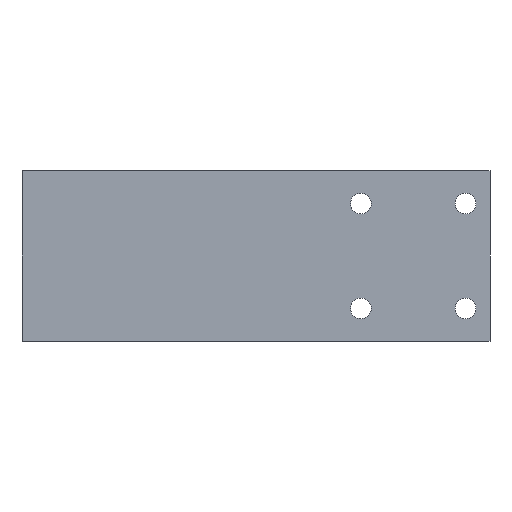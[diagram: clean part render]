
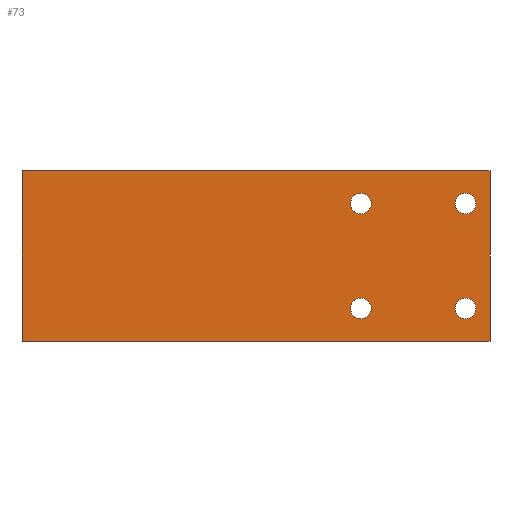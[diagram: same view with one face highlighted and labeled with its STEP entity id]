
A CAD part, front view. The second image highlights one B-rep face of the part: STEP entity #73.
In plain terms, the highlighted planar face has unit normal (0, -1, 0).
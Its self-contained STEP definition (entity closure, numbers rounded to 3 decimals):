
#6 = DIRECTION ( 'NONE',  ( 0., 0., -1. ) ) ;
#16 = AXIS2_PLACEMENT_3D ( 'NONE', #209, #338, #120 ) ;
#18 = CIRCLE ( 'NONE', #341, 4.25 ) ;
#21 = DIRECTION ( 'NONE',  ( 0., -1., 0. ) ) ;
#25 = EDGE_CURVE ( 'NONE', #497, #257, #258, .T. ) ;
#36 = AXIS2_PLACEMENT_3D ( 'NONE', #384, #290, #172 ) ;
#49 = CARTESIAN_POINT ( 'NONE',  ( 96., 0., 35. ) ) ;
#52 = EDGE_LOOP ( 'NONE', ( #437, #244, #186, #289 ) ) ;
#53 = ORIENTED_EDGE ( 'NONE', *, *, #588, .F. ) ;
#64 = VERTEX_POINT ( 'NONE', #82 ) ;
#68 = CARTESIAN_POINT ( 'NONE',  ( 43., 0., 21.5 ) ) ;
#73 = ADVANCED_FACE ( 'NONE', ( #235, #335, #261, #165, #300 ), #293, .F. ) ;
#75 = LINE ( 'NONE', #132, #530 ) ;
#76 = ORIENTED_EDGE ( 'NONE', *, *, #455, .F. ) ;
#82 = CARTESIAN_POINT ( 'NONE',  ( 43., 0., -17.25 ) ) ;
#83 = DIRECTION ( 'NONE',  ( 0., 0., -1. ) ) ;
#90 = CARTESIAN_POINT ( 'NONE',  ( 43., 0., -21.5 ) ) ;
#91 = EDGE_CURVE ( 'NONE', #398, #522, #115, .T. ) ;
#104 = ORIENTED_EDGE ( 'NONE', *, *, #486, .F. ) ;
#106 = DIRECTION ( 'NONE',  ( 0., 0., 1. ) ) ;
#109 = CARTESIAN_POINT ( 'NONE',  ( 96., 0., 35. ) ) ;
#115 = CIRCLE ( 'NONE', #576, 4.25 ) ;
#119 = CARTESIAN_POINT ( 'NONE',  ( 86., 0., -21.5 ) ) ;
#120 = DIRECTION ( 'NONE',  ( 0., 0., 1. ) ) ;
#126 = VERTEX_POINT ( 'NONE', #518 ) ;
#132 = CARTESIAN_POINT ( 'NONE',  ( 96., 0., -35. ) ) ;
#135 = AXIS2_PLACEMENT_3D ( 'NONE', #428, #21, #169 ) ;
#140 = CARTESIAN_POINT ( 'NONE',  ( 96., 0., -35. ) ) ;
#147 = VECTOR ( 'NONE', #167, 1000. ) ;
#149 = ORIENTED_EDGE ( 'NONE', *, *, #91, .F. ) ;
#157 = AXIS2_PLACEMENT_3D ( 'NONE', #68, #557, #292 ) ;
#158 = CARTESIAN_POINT ( 'NONE',  ( 43., 0., -21.5 ) ) ;
#165 = FACE_BOUND ( 'NONE', #378, .T. ) ;
#167 = DIRECTION ( 'NONE',  ( 1., 0., 0. ) ) ;
#169 = DIRECTION ( 'NONE',  ( 0., 0., -1. ) ) ;
#170 = CARTESIAN_POINT ( 'NONE',  ( 96., 0., 35. ) ) ;
#172 = DIRECTION ( 'NONE',  ( 0., 0., -1. ) ) ;
#175 = DIRECTION ( 'NONE',  ( 0., 0., -1. ) ) ;
#180 = CIRCLE ( 'NONE', #157, 4.25 ) ;
#185 = DIRECTION ( 'NONE',  ( 0., -1., 0. ) ) ;
#186 = ORIENTED_EDGE ( 'NONE', *, *, #494, .F. ) ;
#188 = CARTESIAN_POINT ( 'NONE',  ( 43., 0., 21.5 ) ) ;
#191 = VECTOR ( 'NONE', #106, 1000. ) ;
#204 = CIRCLE ( 'NONE', #135, 4.25 ) ;
#205 = ORIENTED_EDGE ( 'NONE', *, *, #298, .F. ) ;
#209 = CARTESIAN_POINT ( 'NONE',  ( 0., 0., 0. ) ) ;
#218 = CARTESIAN_POINT ( 'NONE',  ( 86., 0., -17.25 ) ) ;
#222 = AXIS2_PLACEMENT_3D ( 'NONE', #188, #185, #83 ) ;
#230 = CARTESIAN_POINT ( 'NONE',  ( 43., 0., 17.25 ) ) ;
#233 = VERTEX_POINT ( 'NONE', #538 ) ;
#235 = FACE_BOUND ( 'NONE', #277, .T. ) ;
#244 = ORIENTED_EDGE ( 'NONE', *, *, #517, .F. ) ;
#253 = DIRECTION ( 'NONE',  ( 0., -1., 0. ) ) ;
#256 = CIRCLE ( 'NONE', #36, 4.25 ) ;
#257 = VERTEX_POINT ( 'NONE', #49 ) ;
#258 = LINE ( 'NONE', #170, #147 ) ;
#260 = VERTEX_POINT ( 'NONE', #456 ) ;
#261 = FACE_OUTER_BOUND ( 'NONE', #52, .T. ) ;
#269 = VERTEX_POINT ( 'NONE', #230 ) ;
#270 = CARTESIAN_POINT ( 'NONE',  ( 86., 0., 25.75 ) ) ;
#277 = EDGE_LOOP ( 'NONE', ( #53, #76 ) ) ;
#287 = CIRCLE ( 'NONE', #590, 4.25 ) ;
#289 = ORIENTED_EDGE ( 'NONE', *, *, #25, .F. ) ;
#290 = DIRECTION ( 'NONE',  ( 0., -1., 0. ) ) ;
#292 = DIRECTION ( 'NONE',  ( 0., 0., -1. ) ) ;
#293 = PLANE ( 'NONE',  #16 ) ;
#298 = EDGE_CURVE ( 'NONE', #532, #64, #18, .T. ) ;
#299 = LINE ( 'NONE', #467, #191 ) ;
#300 = FACE_BOUND ( 'NONE', #429, .T. ) ;
#309 = DIRECTION ( 'NONE',  ( 0., -1., 0. ) ) ;
#314 = AXIS2_PLACEMENT_3D ( 'NONE', #158, #465, #6 ) ;
#322 = CIRCLE ( 'NONE', #222, 4.25 ) ;
#323 = VERTEX_POINT ( 'NONE', #270 ) ;
#335 = FACE_BOUND ( 'NONE', #571, .T. ) ;
#338 = DIRECTION ( 'NONE',  ( 0., 1., 0. ) ) ;
#341 = AXIS2_PLACEMENT_3D ( 'NONE', #90, #355, #537 ) ;
#352 = DIRECTION ( 'NONE',  ( -1., 0., 0. ) ) ;
#355 = DIRECTION ( 'NONE',  ( 0., -1., 0. ) ) ;
#358 = CARTESIAN_POINT ( 'NONE',  ( 43., 0., -25.75 ) ) ;
#374 = CARTESIAN_POINT ( 'NONE',  ( 86., 0., -25.75 ) ) ;
#378 = EDGE_LOOP ( 'NONE', ( #149, #549 ) ) ;
#384 = CARTESIAN_POINT ( 'NONE',  ( 86., 0., -21.5 ) ) ;
#393 = EDGE_CURVE ( 'NONE', #64, #532, #488, .T. ) ;
#398 = VERTEX_POINT ( 'NONE', #374 ) ;
#399 = CARTESIAN_POINT ( 'NONE',  ( 86., 0., 21.5 ) ) ;
#421 = EDGE_CURVE ( 'NONE', #260, #497, #299, .T. ) ;
#428 = CARTESIAN_POINT ( 'NONE',  ( 86., 0., 21.5 ) ) ;
#429 = EDGE_LOOP ( 'NONE', ( #205, #439 ) ) ;
#437 = ORIENTED_EDGE ( 'NONE', *, *, #421, .F. ) ;
#439 = ORIENTED_EDGE ( 'NONE', *, *, #393, .F. ) ;
#455 = EDGE_CURVE ( 'NONE', #126, #269, #180, .T. ) ;
#456 = CARTESIAN_POINT ( 'NONE',  ( -96., 0., -35. ) ) ;
#465 = DIRECTION ( 'NONE',  ( 0., -1., 0. ) ) ;
#467 = CARTESIAN_POINT ( 'NONE',  ( -96., 0., 35. ) ) ;
#470 = DIRECTION ( 'NONE',  ( 0., 0., -1. ) ) ;
#477 = CARTESIAN_POINT ( 'NONE',  ( -96., 0., 35. ) ) ;
#484 = EDGE_CURVE ( 'NONE', #522, #398, #256, .T. ) ;
#486 = EDGE_CURVE ( 'NONE', #233, #323, #204, .T. ) ;
#488 = CIRCLE ( 'NONE', #314, 4.25 ) ;
#494 = EDGE_CURVE ( 'NONE', #257, #531, #573, .T. ) ;
#497 = VERTEX_POINT ( 'NONE', #477 ) ;
#517 = EDGE_CURVE ( 'NONE', #531, #260, #75, .T. ) ;
#518 = CARTESIAN_POINT ( 'NONE',  ( 43., 0., 25.75 ) ) ;
#519 = ORIENTED_EDGE ( 'NONE', *, *, #551, .F. ) ;
#522 = VERTEX_POINT ( 'NONE', #218 ) ;
#530 = VECTOR ( 'NONE', #352, 1000. ) ;
#531 = VERTEX_POINT ( 'NONE', #140 ) ;
#532 = VERTEX_POINT ( 'NONE', #358 ) ;
#534 = DIRECTION ( 'NONE',  ( 0., 0., -1. ) ) ;
#537 = DIRECTION ( 'NONE',  ( 0., 0., -1. ) ) ;
#538 = CARTESIAN_POINT ( 'NONE',  ( 86., 0., 17.25 ) ) ;
#545 = VECTOR ( 'NONE', #470, 1000. ) ;
#549 = ORIENTED_EDGE ( 'NONE', *, *, #484, .F. ) ;
#551 = EDGE_CURVE ( 'NONE', #323, #233, #287, .T. ) ;
#557 = DIRECTION ( 'NONE',  ( 0., -1., 0. ) ) ;
#571 = EDGE_LOOP ( 'NONE', ( #104, #519 ) ) ;
#573 = LINE ( 'NONE', #109, #545 ) ;
#576 = AXIS2_PLACEMENT_3D ( 'NONE', #119, #253, #175 ) ;
#588 = EDGE_CURVE ( 'NONE', #269, #126, #322, .T. ) ;
#590 = AXIS2_PLACEMENT_3D ( 'NONE', #399, #309, #534 ) ;
